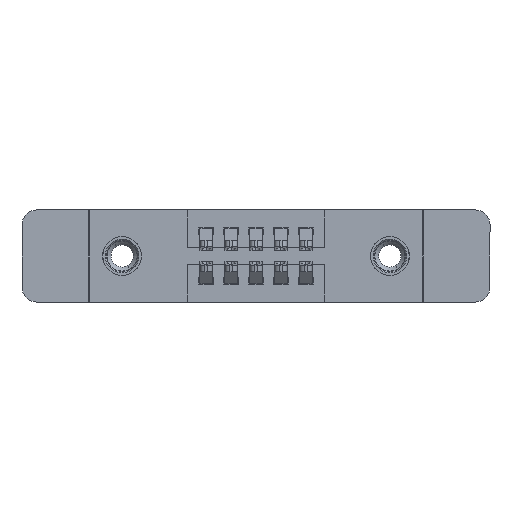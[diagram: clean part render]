
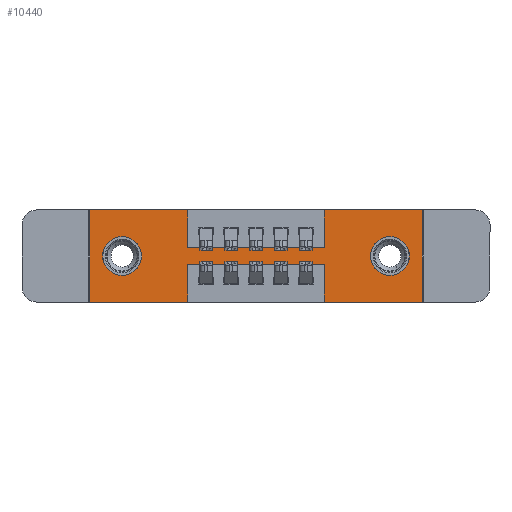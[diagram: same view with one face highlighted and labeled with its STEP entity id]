
A CAD part, front view. The second image highlights one B-rep face of the part: STEP entity #10440.
In plain terms, the highlighted planar face has unit normal (0, -1, 0).
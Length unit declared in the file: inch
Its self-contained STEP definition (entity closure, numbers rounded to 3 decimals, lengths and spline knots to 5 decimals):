
#72 = VECTOR ( 'NONE', #2997, 39.37008 ) ;
#395 = EDGE_CURVE ( 'NONE', #5979, #7299, #13016, .T. ) ;
#555 = ORIENTED_EDGE ( 'NONE', *, *, #3986, .F. ) ;
#771 = VECTOR ( 'NONE', #12136, 39.37008 ) ;
#773 = ORIENTED_EDGE ( 'NONE', *, *, #6877, .T. ) ;
#815 = VERTEX_POINT ( 'NONE', #3261 ) ;
#907 = CARTESIAN_POINT ( 'NONE',  ( 0.3925, 0., -0.15 ) ) ;
#927 = ORIENTED_EDGE ( 'NONE', *, *, #11786, .F. ) ;
#952 = VECTOR ( 'NONE', #7120, 39.37008 ) ;
#1025 = VECTOR ( 'NONE', #5699, 39.37008 ) ;
#1422 = CIRCLE ( 'NONE', #6052, 0.078 ) ;
#1469 = AXIS2_PLACEMENT_3D ( 'NONE', #3971, #11670, #10491 ) ;
#1550 = LINE ( 'NONE', #6855, #1025 ) ;
#1586 = LINE ( 'NONE', #5447, #9447 ) ;
#1813 = CARTESIAN_POINT ( 'NONE',  ( 0.3925, 0., -0.15 ) ) ;
#1824 = VERTEX_POINT ( 'NONE', #13400 ) ;
#2072 = DIRECTION ( 'NONE',  ( -1., 0., 0. ) ) ;
#2328 = DIRECTION ( 'NONE',  ( 0., 0., -1. ) ) ;
#2545 = VERTEX_POINT ( 'NONE', #10991 ) ;
#2589 = CARTESIAN_POINT ( 'NONE',  ( 0., 0., -0.37 ) ) ;
#2671 = LINE ( 'NONE', #4335, #11217 ) ;
#2716 = EDGE_CURVE ( 'NONE', #7299, #815, #8936, .T. ) ;
#2769 = DIRECTION ( 'NONE',  ( 0., 0., 1. ) ) ;
#2800 = DIRECTION ( 'NONE',  ( 0., 1., 0. ) ) ;
#2928 = CARTESIAN_POINT ( 'NONE',  ( 0.9425, 0., -0.15 ) ) ;
#2950 = EDGE_CURVE ( 'NONE', #12640, #2545, #14316, .T. ) ;
#2997 = DIRECTION ( 'NONE',  ( 1., 0., 0. ) ) ;
#3038 = LINE ( 'NONE', #1813, #72 ) ;
#3072 = DIRECTION ( 'NONE',  ( 0., 0., 1. ) ) ;
#3093 = DIRECTION ( 'NONE',  ( 0., 1., 0. ) ) ;
#3261 = CARTESIAN_POINT ( 'NONE',  ( 0.3925, 0., -0.37 ) ) ;
#3535 = DIRECTION ( 'NONE',  ( 0., 0., -1. ) ) ;
#3551 = VERTEX_POINT ( 'NONE', #13638 ) ;
#3585 = ORIENTED_EDGE ( 'NONE', *, *, #7527, .F. ) ;
#3713 = EDGE_LOOP ( 'NONE', ( #11885, #10952, #8713, #6203, #3585, #555, #8907, #10027, #927, #10248, #9937, #14264 ) ) ;
#3848 = CARTESIAN_POINT ( 'NONE',  ( 0.13, 0., -0.185 ) ) ;
#3874 = CARTESIAN_POINT ( 'NONE',  ( 0.13, 0., -0.185 ) ) ;
#3964 = EDGE_CURVE ( 'NONE', #8222, #8858, #9944, .T. ) ;
#3971 = CARTESIAN_POINT ( 'NONE',  ( 1.205, 0., -0.185 ) ) ;
#3986 = EDGE_CURVE ( 'NONE', #13776, #1824, #9592, .T. ) ;
#3998 = AXIS2_PLACEMENT_3D ( 'NONE', #10397, #11436, #3535 ) ;
#4123 = ORIENTED_EDGE ( 'NONE', *, *, #2950, .T. ) ;
#4335 = CARTESIAN_POINT ( 'NONE',  ( 0.3925, 0., 0. ) ) ;
#4485 = EDGE_CURVE ( 'NONE', #3551, #13367, #1550, .T. ) ;
#4879 = CIRCLE ( 'NONE', #8813, 0.078 ) ;
#4977 = CARTESIAN_POINT ( 'NONE',  ( 1.205, 0., -0.263 ) ) ;
#5031 = CARTESIAN_POINT ( 'NONE',  ( 0., 0., 0. ) ) ;
#5150 = ORIENTED_EDGE ( 'NONE', *, *, #12377, .T. ) ;
#5201 = LINE ( 'NONE', #9057, #10977 ) ;
#5447 = CARTESIAN_POINT ( 'NONE',  ( 0., 0., 0. ) ) ;
#5699 = DIRECTION ( 'NONE',  ( 1., 0., 0. ) ) ;
#5806 = CARTESIAN_POINT ( 'NONE',  ( 0.3925, 0., -0.22 ) ) ;
#5823 = VECTOR ( 'NONE', #9114, 39.37008 ) ;
#5976 = EDGE_CURVE ( 'NONE', #11599, #3551, #1586, .T. ) ;
#5979 = VERTEX_POINT ( 'NONE', #9189 ) ;
#6052 = AXIS2_PLACEMENT_3D ( 'NONE', #14292, #3093, #14386 ) ;
#6156 = AXIS2_PLACEMENT_3D ( 'NONE', #3874, #2800, #11613 ) ;
#6188 = VECTOR ( 'NONE', #6968, 39.37008 ) ;
#6203 = ORIENTED_EDGE ( 'NONE', *, *, #11355, .F. ) ;
#6227 = CARTESIAN_POINT ( 'NONE',  ( 0.3925, 0., -0.37 ) ) ;
#6413 = EDGE_LOOP ( 'NONE', ( #5150, #4123 ) ) ;
#6521 = FACE_BOUND ( 'NONE', #6413, .T. ) ;
#6614 = VECTOR ( 'NONE', #13944, 39.37008 ) ;
#6662 = CARTESIAN_POINT ( 'NONE',  ( 0., 0., -0.37 ) ) ;
#6855 = CARTESIAN_POINT ( 'NONE',  ( 0., 0., 0. ) ) ;
#6877 = EDGE_CURVE ( 'NONE', #8858, #8222, #4879, .T. ) ;
#6968 = DIRECTION ( 'NONE',  ( -1., 0., 0. ) ) ;
#7070 = CARTESIAN_POINT ( 'NONE',  ( 0.13, 0., -0.107 ) ) ;
#7120 = DIRECTION ( 'NONE',  ( 0., 0., 1. ) ) ;
#7299 = VERTEX_POINT ( 'NONE', #10007 ) ;
#7527 = EDGE_CURVE ( 'NONE', #1824, #7716, #5201, .T. ) ;
#7716 = VERTEX_POINT ( 'NONE', #12767 ) ;
#7844 = CARTESIAN_POINT ( 'NONE',  ( 0.9425, 0., 0. ) ) ;
#8222 = VERTEX_POINT ( 'NONE', #7070 ) ;
#8713 = ORIENTED_EDGE ( 'NONE', *, *, #10676, .F. ) ;
#8796 = LINE ( 'NONE', #7844, #5823 ) ;
#8802 = CARTESIAN_POINT ( 'NONE',  ( 0., 0., -0.37 ) ) ;
#8813 = AXIS2_PLACEMENT_3D ( 'NONE', #3848, #10408, #2769 ) ;
#8858 = VERTEX_POINT ( 'NONE', #13687 ) ;
#8907 = ORIENTED_EDGE ( 'NONE', *, *, #11440, .F. ) ;
#8936 = LINE ( 'NONE', #6227, #9620 ) ;
#9057 = CARTESIAN_POINT ( 'NONE',  ( 1.335, 0., 0. ) ) ;
#9114 = DIRECTION ( 'NONE',  ( 0., 0., 1. ) ) ;
#9179 = VECTOR ( 'NONE', #2072, 39.37008 ) ;
#9189 = CARTESIAN_POINT ( 'NONE',  ( 0.9425, 0., -0.22 ) ) ;
#9447 = VECTOR ( 'NONE', #3072, 39.37008 ) ;
#9592 = LINE ( 'NONE', #5031, #6614 ) ;
#9620 = VECTOR ( 'NONE', #11879, 39.37008 ) ;
#9886 = EDGE_CURVE ( 'NONE', #815, #11599, #11451, .T. ) ;
#9937 = ORIENTED_EDGE ( 'NONE', *, *, #5976, .F. ) ;
#9944 = CIRCLE ( 'NONE', #6156, 0.078 ) ;
#9983 = VERTEX_POINT ( 'NONE', #907 ) ;
#10007 = CARTESIAN_POINT ( 'NONE',  ( 0.3925, 0., -0.22 ) ) ;
#10027 = ORIENTED_EDGE ( 'NONE', *, *, #10745, .F. ) ;
#10248 = ORIENTED_EDGE ( 'NONE', *, *, #4485, .F. ) ;
#10322 = CARTESIAN_POINT ( 'NONE',  ( 0.9425, 0., -0.37 ) ) ;
#10347 = PLANE ( 'NONE',  #3998 ) ;
#10397 = CARTESIAN_POINT ( 'NONE',  ( 0., 0., -0.37 ) ) ;
#10408 = DIRECTION ( 'NONE',  ( 0., 1., 0. ) ) ;
#10440 = ADVANCED_FACE ( 'NONE', ( #6521, #13161, #12473 ), #10347, .T. ) ;
#10491 = DIRECTION ( 'NONE',  ( 0., 0., -1. ) ) ;
#10676 = EDGE_CURVE ( 'NONE', #11622, #5979, #12828, .T. ) ;
#10745 = EDGE_CURVE ( 'NONE', #9983, #13726, #3038, .T. ) ;
#10952 = ORIENTED_EDGE ( 'NONE', *, *, #395, .F. ) ;
#10977 = VECTOR ( 'NONE', #2328, 39.37008 ) ;
#10991 = CARTESIAN_POINT ( 'NONE',  ( 1.205, 0., -0.107 ) ) ;
#11217 = VECTOR ( 'NONE', #12081, 39.37008 ) ;
#11355 = EDGE_CURVE ( 'NONE', #7716, #11622, #14356, .T. ) ;
#11436 = DIRECTION ( 'NONE',  ( 0., -1., 0. ) ) ;
#11440 = EDGE_CURVE ( 'NONE', #13726, #13776, #8796, .T. ) ;
#11451 = LINE ( 'NONE', #8802, #9179 ) ;
#11599 = VERTEX_POINT ( 'NONE', #2589 ) ;
#11613 = DIRECTION ( 'NONE',  ( 0., 0., 1. ) ) ;
#11622 = VERTEX_POINT ( 'NONE', #10322 ) ;
#11670 = DIRECTION ( 'NONE',  ( 0., 1., 0. ) ) ;
#11786 = EDGE_CURVE ( 'NONE', #13367, #9983, #2671, .T. ) ;
#11879 = DIRECTION ( 'NONE',  ( 0., 0., -1. ) ) ;
#11885 = ORIENTED_EDGE ( 'NONE', *, *, #2716, .F. ) ;
#12081 = DIRECTION ( 'NONE',  ( 0., 0., -1. ) ) ;
#12100 = CARTESIAN_POINT ( 'NONE',  ( 0.3925, 0., 0. ) ) ;
#12136 = DIRECTION ( 'NONE',  ( -1., 0., 0. ) ) ;
#12232 = CARTESIAN_POINT ( 'NONE',  ( 0.9425, 0., 0. ) ) ;
#12377 = EDGE_CURVE ( 'NONE', #2545, #12640, #1422, .T. ) ;
#12473 = FACE_OUTER_BOUND ( 'NONE', #3713, .T. ) ;
#12640 = VERTEX_POINT ( 'NONE', #4977 ) ;
#12767 = CARTESIAN_POINT ( 'NONE',  ( 1.335, 0., -0.37 ) ) ;
#12828 = LINE ( 'NONE', #13804, #952 ) ;
#13016 = LINE ( 'NONE', #5806, #6188 ) ;
#13161 = FACE_BOUND ( 'NONE', #13701, .T. ) ;
#13367 = VERTEX_POINT ( 'NONE', #12100 ) ;
#13400 = CARTESIAN_POINT ( 'NONE',  ( 1.335, 0., 0. ) ) ;
#13638 = CARTESIAN_POINT ( 'NONE',  ( 0., 0., 0. ) ) ;
#13687 = CARTESIAN_POINT ( 'NONE',  ( 0.13, 0., -0.263 ) ) ;
#13701 = EDGE_LOOP ( 'NONE', ( #13826, #773 ) ) ;
#13726 = VERTEX_POINT ( 'NONE', #2928 ) ;
#13776 = VERTEX_POINT ( 'NONE', #12232 ) ;
#13804 = CARTESIAN_POINT ( 'NONE',  ( 0.9425, 0., -0.37 ) ) ;
#13826 = ORIENTED_EDGE ( 'NONE', *, *, #3964, .T. ) ;
#13944 = DIRECTION ( 'NONE',  ( 1., 0., 0. ) ) ;
#14264 = ORIENTED_EDGE ( 'NONE', *, *, #9886, .F. ) ;
#14292 = CARTESIAN_POINT ( 'NONE',  ( 1.205, 0., -0.185 ) ) ;
#14316 = CIRCLE ( 'NONE', #1469, 0.078 ) ;
#14356 = LINE ( 'NONE', #6662, #771 ) ;
#14386 = DIRECTION ( 'NONE',  ( 0., 0., -1. ) ) ;
